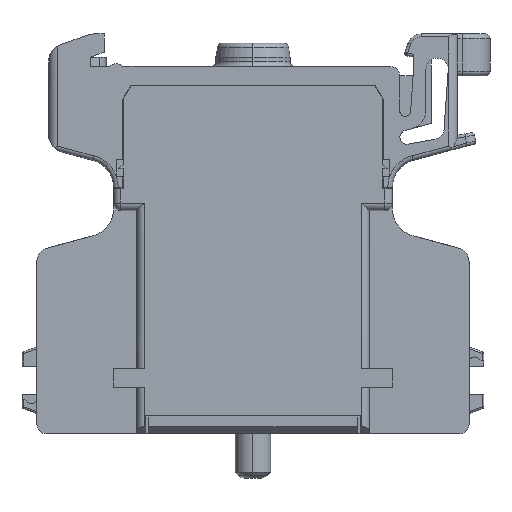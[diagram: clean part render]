
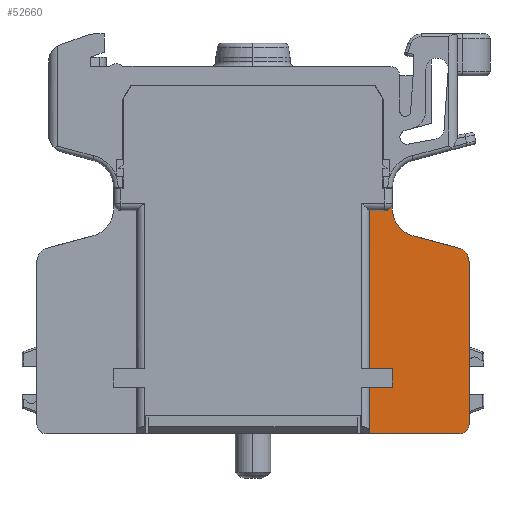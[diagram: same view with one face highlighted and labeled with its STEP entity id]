
A CAD part, front view. The second image highlights one B-rep face of the part: STEP entity #52660.
In plain terms, the highlighted planar face has unit normal (0, -1, 0).
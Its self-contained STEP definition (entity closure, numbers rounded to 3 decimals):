
#460 = VERTEX_POINT ( 'NONE', #16744 ) ;
#1141 = ORIENTED_EDGE ( 'NONE', *, *, #13845, .T. ) ;
#2342 = VECTOR ( 'NONE', #42097, 1000. ) ;
#2399 = EDGE_CURVE ( 'NONE', #31985, #460, #4029, .T. ) ;
#2433 = VECTOR ( 'NONE', #24224, 1000. ) ;
#2504 = ORIENTED_EDGE ( 'NONE', *, *, #57128, .T. ) ;
#3070 = CARTESIAN_POINT ( 'NONE',  ( 12.5, -5.7, 24. ) ) ;
#3112 = VECTOR ( 'NONE', #7425, 1000. ) ;
#3306 = VERTEX_POINT ( 'NONE', #15298 ) ;
#3496 = ORIENTED_EDGE ( 'NONE', *, *, #17484, .T. ) ;
#4029 = LINE ( 'NONE', #17680, #50774 ) ;
#4410 = CARTESIAN_POINT ( 'NONE',  ( 12.5, -5.7, 7. ) ) ;
#5193 = EDGE_CURVE ( 'NONE', #35562, #32540, #37746, .T. ) ;
#6161 = CARTESIAN_POINT ( 'NONE',  ( 14.2, -5.7, 24. ) ) ;
#6500 = CARTESIAN_POINT ( 'NONE',  ( 21.388, -5.7, 20.165 ) ) ;
#6688 = VECTOR ( 'NONE', #35203, 1000. ) ;
#7125 = VERTEX_POINT ( 'NONE', #29691 ) ;
#7425 = DIRECTION ( 'NONE',  ( 1., 0., 0. ) ) ;
#8605 = CARTESIAN_POINT ( 'NONE',  ( 15., -5.7, 7. ) ) ;
#8695 = CARTESIAN_POINT ( 'NONE',  ( 23.25, -5.7, 19.666 ) ) ;
#9584 = CARTESIAN_POINT ( 'NONE',  ( 21.75, -5.7, 18.515 ) ) ;
#10428 = VERTEX_POINT ( 'NONE', #11057 ) ;
#10461 = VERTEX_POINT ( 'NONE', #51497 ) ;
#11039 = DIRECTION ( 'NONE',  ( -0.966, 0., 0.259 ) ) ;
#11057 = CARTESIAN_POINT ( 'NONE',  ( 12.5, -5.7, 5. ) ) ;
#11999 = CARTESIAN_POINT ( 'NONE',  ( 18., -5.7, 24.179 ) ) ;
#13845 = EDGE_CURVE ( 'NONE', #31597, #56948, #13980, .T. ) ;
#13980 = CIRCLE ( 'NONE', #40129, 1.5 ) ;
#14106 = PLANE ( 'NONE',  #22131 ) ;
#14405 = LINE ( 'NONE', #6500, #36945 ) ;
#14464 = FACE_OUTER_BOUND ( 'NONE', #14575, .T. ) ;
#14575 = EDGE_LOOP ( 'NONE', ( #39989, #1141, #34440, #18098, #34526, #50844, #29362, #54140, #54988, #34687, #3496, #40170, #41501, #2504 ) ) ;
#15298 = CARTESIAN_POINT ( 'NONE',  ( 12.5, -5.7, 0. ) ) ;
#15790 = EDGE_CURVE ( 'NONE', #10428, #3306, #37033, .T. ) ;
#16032 = EDGE_CURVE ( 'NONE', #3306, #7125, #39155, .T. ) ;
#16567 = DIRECTION ( 'NONE',  ( 0., 0., -1. ) ) ;
#16744 = CARTESIAN_POINT ( 'NONE',  ( 15., -5.7, 24.8 ) ) ;
#17484 = EDGE_CURVE ( 'NONE', #35948, #10428, #47604, .T. ) ;
#17680 = CARTESIAN_POINT ( 'NONE',  ( 15., -5.7, 24.179 ) ) ;
#18098 = ORIENTED_EDGE ( 'NONE', *, *, #30476, .T. ) ;
#18253 = DIRECTION ( 'NONE',  ( -1., 0., 0. ) ) ;
#18343 = CARTESIAN_POINT ( 'NONE',  ( 14.2, -5.7, 24.8 ) ) ;
#18481 = DIRECTION ( 'NONE',  ( 0., 0., -1. ) ) ;
#18612 = DIRECTION ( 'NONE',  ( 0., 0., -1. ) ) ;
#19093 = VECTOR ( 'NONE', #18253, 1000. ) ;
#19391 = LINE ( 'NONE', #21006, #54176 ) ;
#21006 = CARTESIAN_POINT ( 'NONE',  ( 12.5, -5.7, 7. ) ) ;
#21565 = CARTESIAN_POINT ( 'NONE',  ( 22.25, -5.7, 1. ) ) ;
#22131 = AXIS2_PLACEMENT_3D ( 'NONE', #27528, #45630, #18612 ) ;
#22142 = VERTEX_POINT ( 'NONE', #6161 ) ;
#22897 = DIRECTION ( 'NONE',  ( 0., 0., -1. ) ) ;
#24224 = DIRECTION ( 'NONE',  ( 0., 0., -1. ) ) ;
#25798 = VECTOR ( 'NONE', #57468, 1000. ) ;
#26152 = DIRECTION ( 'NONE',  ( 0., 0., -1. ) ) ;
#26808 = DIRECTION ( 'NONE',  ( 0., -1., 0. ) ) ;
#27528 = CARTESIAN_POINT ( 'NONE',  ( 21.5, -5.7, 1. ) ) ;
#28728 = VECTOR ( 'NONE', #53846, 1000. ) ;
#29362 = ORIENTED_EDGE ( 'NONE', *, *, #56020, .T. ) ;
#29691 = CARTESIAN_POINT ( 'NONE',  ( 22.25, -5.7, 0. ) ) ;
#30119 = LINE ( 'NONE', #8695, #28728 ) ;
#30476 = EDGE_CURVE ( 'NONE', #55182, #31985, #54613, .T. ) ;
#31091 = LINE ( 'NONE', #36203, #19093 ) ;
#31597 = VERTEX_POINT ( 'NONE', #36721 ) ;
#31985 = VERTEX_POINT ( 'NONE', #57800 ) ;
#32377 = CARTESIAN_POINT ( 'NONE',  ( 15., -5.7, 5. ) ) ;
#32540 = VERTEX_POINT ( 'NONE', #4410 ) ;
#33419 = CARTESIAN_POINT ( 'NONE',  ( 22.138, -5.7, 19.964 ) ) ;
#34440 = ORIENTED_EDGE ( 'NONE', *, *, #53250, .T. ) ;
#34526 = ORIENTED_EDGE ( 'NONE', *, *, #2399, .T. ) ;
#34687 = ORIENTED_EDGE ( 'NONE', *, *, #42656, .T. ) ;
#35161 = EDGE_CURVE ( 'NONE', #460, #22142, #43423, .T. ) ;
#35203 = DIRECTION ( 'NONE',  ( 0., 0., -1. ) ) ;
#35562 = VERTEX_POINT ( 'NONE', #3070 ) ;
#35948 = VERTEX_POINT ( 'NONE', #32377 ) ;
#36203 = CARTESIAN_POINT ( 'NONE',  ( 14.2, -5.7, 24. ) ) ;
#36721 = CARTESIAN_POINT ( 'NONE',  ( 23.25, -5.7, 18.515 ) ) ;
#36945 = VECTOR ( 'NONE', #11039, 1000. ) ;
#37033 = LINE ( 'NONE', #51343, #2433 ) ;
#37572 = CARTESIAN_POINT ( 'NONE',  ( 15., -5.7, 5. ) ) ;
#37746 = LINE ( 'NONE', #53489, #25798 ) ;
#38978 = CARTESIAN_POINT ( 'NONE',  ( 12.5, -5.7, 0. ) ) ;
#39155 = LINE ( 'NONE', #38978, #3112 ) ;
#39743 = CARTESIAN_POINT ( 'NONE',  ( 15., -5.7, 7. ) ) ;
#39989 = ORIENTED_EDGE ( 'NONE', *, *, #41355, .T. ) ;
#40129 = AXIS2_PLACEMENT_3D ( 'NONE', #9584, #26808, #18481 ) ;
#40170 = ORIENTED_EDGE ( 'NONE', *, *, #15790, .T. ) ;
#40962 = AXIS2_PLACEMENT_3D ( 'NONE', #21565, #53306, #26152 ) ;
#41355 = EDGE_CURVE ( 'NONE', #10461, #31597, #30119, .T. ) ;
#41501 = ORIENTED_EDGE ( 'NONE', *, *, #16032, .T. ) ;
#42097 = DIRECTION ( 'NONE',  ( -1., 0., 0. ) ) ;
#42656 = EDGE_CURVE ( 'NONE', #48868, #35948, #53443, .T. ) ;
#43423 = CIRCLE ( 'NONE', #51479, 0.8 ) ;
#43510 = DIRECTION ( 'NONE',  ( 0., 1., 0. ) ) ;
#45630 = DIRECTION ( 'NONE',  ( 0., -1., 0. ) ) ;
#47604 = LINE ( 'NONE', #37572, #2342 ) ;
#48114 = DIRECTION ( 'NONE',  ( 1., 0., 0. ) ) ;
#48868 = VERTEX_POINT ( 'NONE', #8605 ) ;
#49212 = CARTESIAN_POINT ( 'NONE',  ( 17.224, -5.7, 21.281 ) ) ;
#50003 = DIRECTION ( 'NONE',  ( 0., 1., 0. ) ) ;
#50774 = VECTOR ( 'NONE', #57131, 1000. ) ;
#50844 = ORIENTED_EDGE ( 'NONE', *, *, #35161, .T. ) ;
#50872 = CIRCLE ( 'NONE', #40962, 1. ) ;
#51302 = AXIS2_PLACEMENT_3D ( 'NONE', #11999, #43510, #16567 ) ;
#51343 = CARTESIAN_POINT ( 'NONE',  ( 12.5, -5.7, 5. ) ) ;
#51479 = AXIS2_PLACEMENT_3D ( 'NONE', #18343, #50003, #22897 ) ;
#51497 = CARTESIAN_POINT ( 'NONE',  ( 23.25, -5.7, 1. ) ) ;
#52349 = EDGE_CURVE ( 'NONE', #32540, #48868, #19391, .T. ) ;
#52660 = ADVANCED_FACE ( 'NONE', ( #14464 ), #14106, .T. ) ;
#53250 = EDGE_CURVE ( 'NONE', #56948, #55182, #14405, .T. ) ;
#53306 = DIRECTION ( 'NONE',  ( 0., -1., 0. ) ) ;
#53443 = LINE ( 'NONE', #39743, #6688 ) ;
#53489 = CARTESIAN_POINT ( 'NONE',  ( 12.5, -5.7, 24. ) ) ;
#53846 = DIRECTION ( 'NONE',  ( 0., 0., 1. ) ) ;
#54140 = ORIENTED_EDGE ( 'NONE', *, *, #5193, .T. ) ;
#54176 = VECTOR ( 'NONE', #48114, 1000. ) ;
#54613 = CIRCLE ( 'NONE', #51302, 3. ) ;
#54988 = ORIENTED_EDGE ( 'NONE', *, *, #52349, .T. ) ;
#55182 = VERTEX_POINT ( 'NONE', #49212 ) ;
#56020 = EDGE_CURVE ( 'NONE', #22142, #35562, #31091, .T. ) ;
#56948 = VERTEX_POINT ( 'NONE', #33419 ) ;
#57128 = EDGE_CURVE ( 'NONE', #7125, #10461, #50872, .T. ) ;
#57131 = DIRECTION ( 'NONE',  ( 0., 0., 1. ) ) ;
#57468 = DIRECTION ( 'NONE',  ( 0., 0., -1. ) ) ;
#57800 = CARTESIAN_POINT ( 'NONE',  ( 15., -5.7, 24.179 ) ) ;
